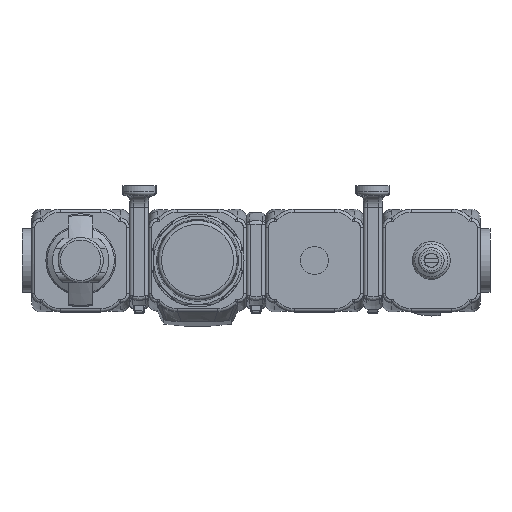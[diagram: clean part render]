
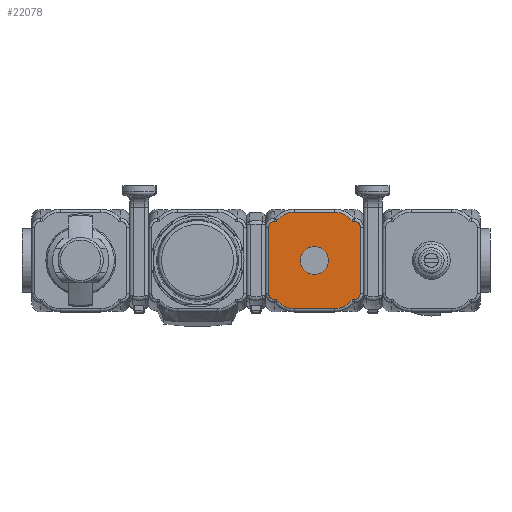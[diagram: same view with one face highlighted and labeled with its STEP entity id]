
A CAD part, top view. The second image highlights one B-rep face of the part: STEP entity #22078.
In plain terms, the highlighted planar face has unit normal (0, 0, 1).
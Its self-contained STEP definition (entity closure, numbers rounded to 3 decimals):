
#703=B_SPLINE_CURVE_WITH_KNOTS('',3,(#35046,#35047,#35048,#35049,#35050,
#35051),.UNSPECIFIED.,.F.,.F.,(4,1,1,4),(0.,0.164,0.274,
0.383),.UNSPECIFIED.);
#704=B_SPLINE_CURVE_WITH_KNOTS('',3,(#35055,#35056,#35057,#35058,#35059),
 .UNSPECIFIED.,.F.,.F.,(4,1,4),(0.,0.164,0.382),
 .UNSPECIFIED.);
#705=B_SPLINE_CURVE_WITH_KNOTS('',3,(#35071,#35072,#35073,#35074,#35075,
#35076),.UNSPECIFIED.,.F.,.F.,(4,1,1,4),(0.,0.164,0.274,
0.383),.UNSPECIFIED.);
#706=B_SPLINE_CURVE_WITH_KNOTS('',3,(#35080,#35081,#35082,#35083,#35084),
 .UNSPECIFIED.,.F.,.F.,(4,1,4),(0.,0.164,0.382),
 .UNSPECIFIED.);
#1752=LINE('',#35039,#3000);
#1753=LINE('',#35044,#3001);
#1754=LINE('',#35053,#3002);
#1755=LINE('',#35061,#3003);
#1756=LINE('',#35065,#3004);
#1757=LINE('',#35069,#3005);
#1758=LINE('',#35078,#3006);
#1759=LINE('',#35086,#3007);
#3000=VECTOR('',#26731,1000.);
#3001=VECTOR('',#26734,1000.);
#3002=VECTOR('',#26735,1000.);
#3003=VECTOR('',#26736,1000.);
#3004=VECTOR('',#26739,1000.);
#3005=VECTOR('',#26742,1000.);
#3006=VECTOR('',#26743,1000.);
#3007=VECTOR('',#26744,1000.);
#3664=PLANE('',#23394);
#7203=ORIENTED_EDGE('',*,*,#10144,.T.);
#7204=ORIENTED_EDGE('',*,*,#10145,.F.);
#7205=ORIENTED_EDGE('',*,*,#10146,.F.);
#7206=ORIENTED_EDGE('',*,*,#10147,.F.);
#7207=ORIENTED_EDGE('',*,*,#10148,.F.);
#7208=ORIENTED_EDGE('',*,*,#10149,.F.);
#7209=ORIENTED_EDGE('',*,*,#10150,.F.);
#7210=ORIENTED_EDGE('',*,*,#10151,.F.);
#7211=ORIENTED_EDGE('',*,*,#10152,.F.);
#7212=ORIENTED_EDGE('',*,*,#10153,.F.);
#7213=ORIENTED_EDGE('',*,*,#10154,.F.);
#7214=ORIENTED_EDGE('',*,*,#10155,.F.);
#7215=ORIENTED_EDGE('',*,*,#10156,.F.);
#7216=ORIENTED_EDGE('',*,*,#10157,.F.);
#7217=ORIENTED_EDGE('',*,*,#10158,.F.);
#7218=ORIENTED_EDGE('',*,*,#10159,.F.);
#7219=ORIENTED_EDGE('',*,*,#10160,.F.);
#10144=EDGE_CURVE('',#11858,#11858,#12650,.T.);
#10145=EDGE_CURVE('',#11859,#11860,#1752,.T.);
#10146=EDGE_CURVE('',#11861,#11859,#12651,.T.);
#10147=EDGE_CURVE('',#11862,#11861,#1753,.T.);
#10148=EDGE_CURVE('',#11863,#11862,#703,.T.);
#10149=EDGE_CURVE('',#11864,#11863,#1754,.T.);
#10150=EDGE_CURVE('',#11865,#11864,#704,.T.);
#10151=EDGE_CURVE('',#11866,#11865,#1755,.T.);
#10152=EDGE_CURVE('',#11867,#11866,#12652,.T.);
#10153=EDGE_CURVE('',#11868,#11867,#1756,.T.);
#10154=EDGE_CURVE('',#11869,#11868,#12653,.T.);
#10155=EDGE_CURVE('',#11870,#11869,#1757,.T.);
#10156=EDGE_CURVE('',#11871,#11870,#705,.T.);
#10157=EDGE_CURVE('',#11872,#11871,#1758,.T.);
#10158=EDGE_CURVE('',#11873,#11872,#706,.T.);
#10159=EDGE_CURVE('',#11874,#11873,#1759,.T.);
#10160=EDGE_CURVE('',#11860,#11874,#12654,.T.);
#11858=VERTEX_POINT('',#35038);
#11859=VERTEX_POINT('',#35040);
#11860=VERTEX_POINT('',#35041);
#11861=VERTEX_POINT('',#35043);
#11862=VERTEX_POINT('',#35045);
#11863=VERTEX_POINT('',#35052);
#11864=VERTEX_POINT('',#35054);
#11865=VERTEX_POINT('',#35060);
#11866=VERTEX_POINT('',#35062);
#11867=VERTEX_POINT('',#35064);
#11868=VERTEX_POINT('',#35066);
#11869=VERTEX_POINT('',#35068);
#11870=VERTEX_POINT('',#35070);
#11871=VERTEX_POINT('',#35077);
#11872=VERTEX_POINT('',#35079);
#11873=VERTEX_POINT('',#35085);
#11874=VERTEX_POINT('',#35087);
#12650=CIRCLE('',#23395,5.723);
#12651=CIRCLE('',#23396,8.75);
#12652=CIRCLE('',#23397,8.75);
#12653=CIRCLE('',#23398,8.75);
#12654=CIRCLE('',#23399,8.75);
#13612=EDGE_LOOP('',(#7203));
#13613=EDGE_LOOP('',(#7204,#7205,#7206,#7207,#7208,#7209,#7210,#7211,#7212,
#7213,#7214,#7215,#7216,#7217,#7218,#7219));
#14742=FACE_BOUND('',#13612,.T.);
#14743=FACE_BOUND('',#13613,.T.);
#22078=ADVANCED_FACE('',(#14742,#14743),#3664,.T.);
#23394=AXIS2_PLACEMENT_3D('',#35036,#26727,#26728);
#23395=AXIS2_PLACEMENT_3D('',#35037,#26729,#26730);
#23396=AXIS2_PLACEMENT_3D('',#35042,#26732,#26733);
#23397=AXIS2_PLACEMENT_3D('',#35063,#26737,#26738);
#23398=AXIS2_PLACEMENT_3D('',#35067,#26740,#26741);
#23399=AXIS2_PLACEMENT_3D('',#35088,#26745,#26746);
#26727=DIRECTION('',(0.,0.,1.));
#26728=DIRECTION('',(1.,0.,0.));
#26729=DIRECTION('',(0.,0.,-1.));
#26730=DIRECTION('',(1.,0.,0.));
#26731=DIRECTION('',(1.,0.,0.));
#26732=DIRECTION('',(0.,0.,-1.));
#26733=DIRECTION('',(-0.447,0.894,0.));
#26734=DIRECTION('',(1.,0.,0.));
#26735=DIRECTION('',(0.,1.,0.));
#26736=DIRECTION('',(-1.,0.,0.));
#26737=DIRECTION('',(0.,0.,-1.));
#26738=DIRECTION('',(-0.447,-0.894,0.));
#26739=DIRECTION('',(-1.,0.,0.));
#26740=DIRECTION('',(0.,0.,-1.));
#26741=DIRECTION('',(0.447,-0.894,0.));
#26742=DIRECTION('',(-1.,0.,0.));
#26743=DIRECTION('',(0.,-1.,0.));
#26744=DIRECTION('',(1.,0.,0.));
#26745=DIRECTION('',(0.,0.,-1.));
#26746=DIRECTION('',(0.447,0.894,0.));
#35036=CARTESIAN_POINT('',(0.,0.,27.5));
#35037=CARTESIAN_POINT('',(0.,0.,27.5));
#35038=CARTESIAN_POINT('',(5.723,0.,27.5));
#35039=CARTESIAN_POINT('',(-8.25,19.75,27.5));
#35040=CARTESIAN_POINT('',(-8.25,19.75,27.5));
#35041=CARTESIAN_POINT('',(8.25,19.75,27.5));
#35042=CARTESIAN_POINT('',(-8.25,11.,27.5));
#35043=CARTESIAN_POINT('',(-15.388,16.061,27.5));
#35044=CARTESIAN_POINT('',(-16.35,16.061,27.5));
#35045=CARTESIAN_POINT('',(-16.35,16.061,27.5));
#35046=CARTESIAN_POINT('',(-18.75,13.562,27.5));
#35047=CARTESIAN_POINT('',(-18.75,14.109,27.5));
#35048=CARTESIAN_POINT('',(-18.453,15.024,27.5));
#35049=CARTESIAN_POINT('',(-17.449,15.882,27.5));
#35050=CARTESIAN_POINT('',(-16.715,16.061,27.5));
#35051=CARTESIAN_POINT('',(-16.35,16.061,27.5));
#35052=CARTESIAN_POINT('',(-18.75,13.562,27.5));
#35053=CARTESIAN_POINT('',(-18.75,-13.562,27.5));
#35054=CARTESIAN_POINT('',(-18.75,-13.562,27.5));
#35055=CARTESIAN_POINT('',(-16.35,-16.061,27.5));
#35056=CARTESIAN_POINT('',(-16.896,-16.061,27.5));
#35057=CARTESIAN_POINT('',(-18.18,-15.577,27.5));
#35058=CARTESIAN_POINT('',(-18.75,-14.29,27.5));
#35059=CARTESIAN_POINT('',(-18.75,-13.562,27.5));
#35060=CARTESIAN_POINT('',(-16.35,-16.061,27.5));
#35061=CARTESIAN_POINT('',(-15.388,-16.061,27.5));
#35062=CARTESIAN_POINT('',(-15.388,-16.061,27.5));
#35063=CARTESIAN_POINT('',(-8.25,-11.,27.5));
#35064=CARTESIAN_POINT('',(-8.25,-19.75,27.5));
#35065=CARTESIAN_POINT('',(8.25,-19.75,27.5));
#35066=CARTESIAN_POINT('',(8.25,-19.75,27.5));
#35067=CARTESIAN_POINT('',(8.25,-11.,27.5));
#35068=CARTESIAN_POINT('',(15.388,-16.061,27.5));
#35069=CARTESIAN_POINT('',(16.35,-16.061,27.5));
#35070=CARTESIAN_POINT('',(16.35,-16.061,27.5));
#35071=CARTESIAN_POINT('',(18.75,-13.562,27.5));
#35072=CARTESIAN_POINT('',(18.75,-14.109,27.5));
#35073=CARTESIAN_POINT('',(18.453,-15.024,27.5));
#35074=CARTESIAN_POINT('',(17.449,-15.882,27.5));
#35075=CARTESIAN_POINT('',(16.715,-16.061,27.5));
#35076=CARTESIAN_POINT('',(16.35,-16.061,27.5));
#35077=CARTESIAN_POINT('',(18.75,-13.562,27.5));
#35078=CARTESIAN_POINT('',(18.75,13.562,27.5));
#35079=CARTESIAN_POINT('',(18.75,13.562,27.5));
#35080=CARTESIAN_POINT('',(16.35,16.061,27.5));
#35081=CARTESIAN_POINT('',(16.896,16.061,27.5));
#35082=CARTESIAN_POINT('',(18.18,15.577,27.5));
#35083=CARTESIAN_POINT('',(18.75,14.29,27.5));
#35084=CARTESIAN_POINT('',(18.75,13.562,27.5));
#35085=CARTESIAN_POINT('',(16.35,16.061,27.5));
#35086=CARTESIAN_POINT('',(15.388,16.061,27.5));
#35087=CARTESIAN_POINT('',(15.388,16.061,27.5));
#35088=CARTESIAN_POINT('',(8.25,11.,27.5));
